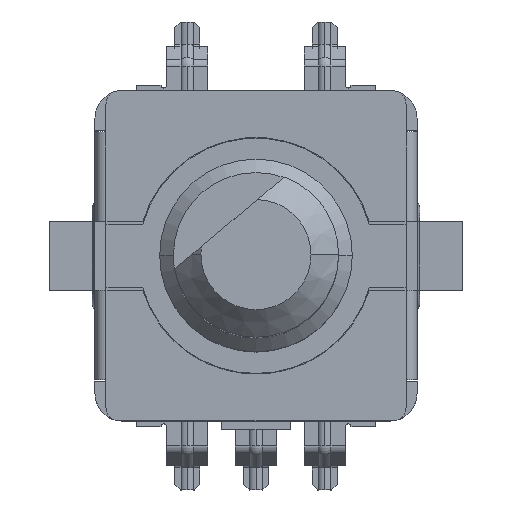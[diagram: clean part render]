
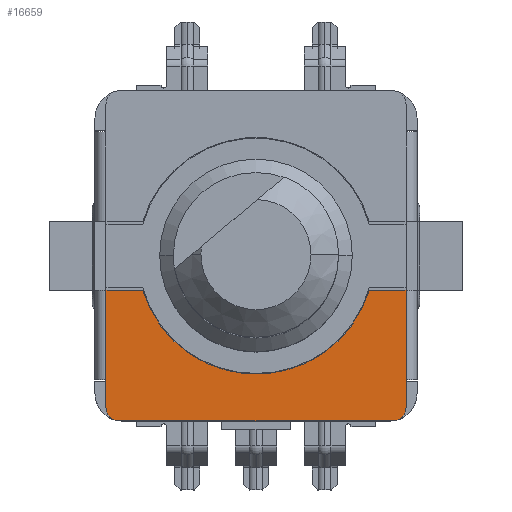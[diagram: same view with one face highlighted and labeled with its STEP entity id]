
A CAD part, top view. The second image highlights one B-rep face of the part: STEP entity #16659.
In plain terms, the highlighted planar face has unit normal (0, 0, 1).
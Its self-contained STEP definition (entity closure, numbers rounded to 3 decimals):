
#1215 = DIRECTION ( 'NONE',  ( 0., 0., -1. ) ) ;
#1351 = CIRCLE ( 'NONE', #22795, 0.5 ) ;
#1501 = CARTESIAN_POINT ( 'NONE',  ( 4.95, -6., 1.7 ) ) ;
#1919 = DIRECTION ( 'NONE',  ( 1., 0., 0. ) ) ;
#2225 = DIRECTION ( 'NONE',  ( 0., -1., 0. ) ) ;
#2408 = CARTESIAN_POINT ( 'NONE',  ( 5.449, -4.5, 1.7 ) ) ;
#2641 = ORIENTED_EDGE ( 'NONE', *, *, #17583, .T. ) ;
#2976 = EDGE_CURVE ( 'NONE', #16706, #6096, #15275, .T. ) ;
#3405 = VERTEX_POINT ( 'NONE', #1501 ) ;
#3937 = ORIENTED_EDGE ( 'NONE', *, *, #5819, .F. ) ;
#3950 = ORIENTED_EDGE ( 'NONE', *, *, #7404, .F. ) ;
#4520 = CARTESIAN_POINT ( 'NONE',  ( 5.449, -1.25, 1.7 ) ) ;
#4569 = VECTOR ( 'NONE', #16698, 1000. ) ;
#4625 = EDGE_CURVE ( 'NONE', #6096, #13867, #18987, .T. ) ;
#4716 = DIRECTION ( 'NONE',  ( 0., -1., 0. ) ) ;
#4819 = VECTOR ( 'NONE', #18267, 1000. ) ;
#4991 = ORIENTED_EDGE ( 'NONE', *, *, #8428, .T. ) ;
#5152 = CARTESIAN_POINT ( 'NONE',  ( -4.95, -6., 1.7 ) ) ;
#5200 = ORIENTED_EDGE ( 'NONE', *, *, #4625, .T. ) ;
#5819 = EDGE_CURVE ( 'NONE', #21151, #20647, #14015, .T. ) ;
#5845 = VERTEX_POINT ( 'NONE', #10618 ) ;
#5870 = LINE ( 'NONE', #22102, #8892 ) ;
#6094 = CIRCLE ( 'NONE', #20999, 0.5 ) ;
#6096 = VERTEX_POINT ( 'NONE', #14955 ) ;
#6178 = VERTEX_POINT ( 'NONE', #2408 ) ;
#6312 = CARTESIAN_POINT ( 'NONE',  ( 4.95, -5.5, 1.7 ) ) ;
#6358 = VECTOR ( 'NONE', #2225, 1000. ) ;
#6591 = AXIS2_PLACEMENT_3D ( 'NONE', #22022, #16739, #21793 ) ;
#6608 = DIRECTION ( 'NONE',  ( 0., 1., 0. ) ) ;
#6695 = EDGE_CURVE ( 'NONE', #10258, #6178, #9510, .T. ) ;
#7101 = VERTEX_POINT ( 'NONE', #5152 ) ;
#7254 = CARTESIAN_POINT ( 'NONE',  ( -4.95, -5.5, 1.7 ) ) ;
#7404 = EDGE_CURVE ( 'NONE', #5845, #3405, #6094, .T. ) ;
#7888 = VECTOR ( 'NONE', #19117, 1000. ) ;
#8119 = EDGE_CURVE ( 'NONE', #7101, #21151, #1351, .T. ) ;
#8241 = CARTESIAN_POINT ( 'NONE',  ( 4.114, -1.25, 1.7 ) ) ;
#8428 = EDGE_CURVE ( 'NONE', #22571, #16706, #9250, .T. ) ;
#8721 = EDGE_CURVE ( 'NONE', #3405, #7101, #19798, .T. ) ;
#8892 = VECTOR ( 'NONE', #4716, 1000. ) ;
#9250 = LINE ( 'NONE', #21978, #4569 ) ;
#9463 = ORIENTED_EDGE ( 'NONE', *, *, #8721, .F. ) ;
#9510 = LINE ( 'NONE', #19344, #10069 ) ;
#9641 = VECTOR ( 'NONE', #6608, 1000. ) ;
#9691 = DIRECTION ( 'NONE',  ( -1., 0., 0. ) ) ;
#10069 = VECTOR ( 'NONE', #12348, 1000. ) ;
#10258 = VERTEX_POINT ( 'NONE', #12918 ) ;
#10618 = CARTESIAN_POINT ( 'NONE',  ( 5.45, -5.5, 1.7 ) ) ;
#11095 = LINE ( 'NONE', #11288, #6358 ) ;
#11288 = CARTESIAN_POINT ( 'NONE',  ( -5.449, 0., 1.7 ) ) ;
#11417 = FACE_OUTER_BOUND ( 'NONE', #15917, .T. ) ;
#11891 = CARTESIAN_POINT ( 'NONE',  ( -5.449, -4.5, 1.7 ) ) ;
#12348 = DIRECTION ( 'NONE',  ( -1., 0., 0. ) ) ;
#12896 = AXIS2_PLACEMENT_3D ( 'NONE', #15394, #1215, #17170 ) ;
#12918 = CARTESIAN_POINT ( 'NONE',  ( 5.45, -4.5, 1.7 ) ) ;
#13031 = EDGE_CURVE ( 'NONE', #6178, #22571, #19096, .T. ) ;
#13051 = ORIENTED_EDGE ( 'NONE', *, *, #2976, .T. ) ;
#13867 = VERTEX_POINT ( 'NONE', #21352 ) ;
#13942 = ORIENTED_EDGE ( 'NONE', *, *, #16749, .F. ) ;
#14015 = LINE ( 'NONE', #22865, #20422 ) ;
#14955 = CARTESIAN_POINT ( 'NONE',  ( -4.114, -1.25, 1.7 ) ) ;
#15215 = CARTESIAN_POINT ( 'NONE',  ( 0., -1.25, 1.7 ) ) ;
#15264 = CARTESIAN_POINT ( 'NONE',  ( -5.45, -5.5, 1.7 ) ) ;
#15275 = CIRCLE ( 'NONE', #12896, 4.3 ) ;
#15394 = CARTESIAN_POINT ( 'NONE',  ( 0., 0., 1.7 ) ) ;
#15491 = CARTESIAN_POINT ( 'NONE',  ( 5.449, 0., 1.7 ) ) ;
#15506 = DIRECTION ( 'NONE',  ( 0., 0., -1. ) ) ;
#15854 = ORIENTED_EDGE ( 'NONE', *, *, #8119, .F. ) ;
#15917 = EDGE_LOOP ( 'NONE', ( #4991, #13051, #5200, #22503, #2641, #3937, #15854, #9463, #3950, #13942, #20031, #19242 ) ) ;
#15999 = VERTEX_POINT ( 'NONE', #11891 ) ;
#16379 = CARTESIAN_POINT ( 'NONE',  ( -4.95, -6., 1.7 ) ) ;
#16659 = ADVANCED_FACE ( 'NONE', ( #11417 ), #18485, .T. ) ;
#16698 = DIRECTION ( 'NONE',  ( -1., 0., 0. ) ) ;
#16706 = VERTEX_POINT ( 'NONE', #8241 ) ;
#16739 = DIRECTION ( 'NONE',  ( 0., 0., 1. ) ) ;
#16749 = EDGE_CURVE ( 'NONE', #10258, #5845, #5870, .T. ) ;
#17094 = CARTESIAN_POINT ( 'NONE',  ( -5.45, -4.5, 1.7 ) ) ;
#17170 = DIRECTION ( 'NONE',  ( 1., 0., 0. ) ) ;
#17583 = EDGE_CURVE ( 'NONE', #15999, #20647, #21255, .T. ) ;
#17887 = VECTOR ( 'NONE', #9691, 1000. ) ;
#18267 = DIRECTION ( 'NONE',  ( -1., 0., 0. ) ) ;
#18485 = PLANE ( 'NONE',  #6591 ) ;
#18738 = EDGE_CURVE ( 'NONE', #13867, #15999, #11095, .T. ) ;
#18774 = DIRECTION ( 'NONE',  ( 0., 0., -1. ) ) ;
#18987 = LINE ( 'NONE', #15215, #17887 ) ;
#19096 = LINE ( 'NONE', #15491, #9641 ) ;
#19117 = DIRECTION ( 'NONE',  ( -1., 0., 0. ) ) ;
#19242 = ORIENTED_EDGE ( 'NONE', *, *, #13031, .T. ) ;
#19344 = CARTESIAN_POINT ( 'NONE',  ( 0., -4.5, 1.7 ) ) ;
#19481 = DIRECTION ( 'NONE',  ( 0., 1., 0. ) ) ;
#19798 = LINE ( 'NONE', #16379, #4819 ) ;
#20031 = ORIENTED_EDGE ( 'NONE', *, *, #6695, .T. ) ;
#20422 = VECTOR ( 'NONE', #19481, 1000. ) ;
#20647 = VERTEX_POINT ( 'NONE', #17094 ) ;
#20999 = AXIS2_PLACEMENT_3D ( 'NONE', #6312, #18774, #22318 ) ;
#21117 = CARTESIAN_POINT ( 'NONE',  ( 0., -4.5, 1.7 ) ) ;
#21151 = VERTEX_POINT ( 'NONE', #15264 ) ;
#21255 = LINE ( 'NONE', #21117, #7888 ) ;
#21352 = CARTESIAN_POINT ( 'NONE',  ( -5.449, -1.25, 1.7 ) ) ;
#21793 = DIRECTION ( 'NONE',  ( 1., 0., 0. ) ) ;
#21978 = CARTESIAN_POINT ( 'NONE',  ( 4.114, -1.25, 1.7 ) ) ;
#22022 = CARTESIAN_POINT ( 'NONE',  ( 0., 0., 1.7 ) ) ;
#22102 = CARTESIAN_POINT ( 'NONE',  ( 5.45, -5.5, 1.7 ) ) ;
#22318 = DIRECTION ( 'NONE',  ( 1., 0., 0. ) ) ;
#22503 = ORIENTED_EDGE ( 'NONE', *, *, #18738, .T. ) ;
#22571 = VERTEX_POINT ( 'NONE', #4520 ) ;
#22795 = AXIS2_PLACEMENT_3D ( 'NONE', #7254, #15506, #1919 ) ;
#22865 = CARTESIAN_POINT ( 'NONE',  ( -5.45, -4.5, 1.7 ) ) ;
